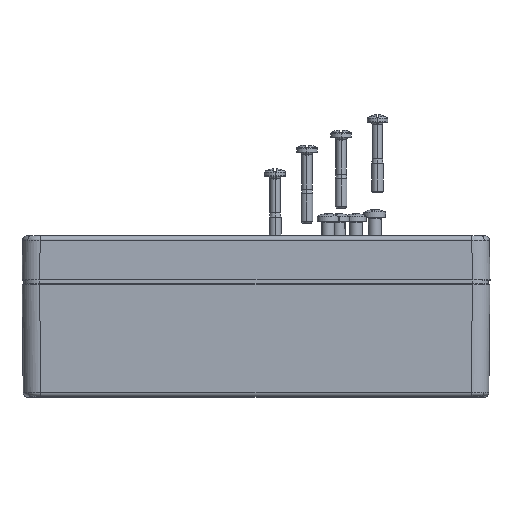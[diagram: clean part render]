
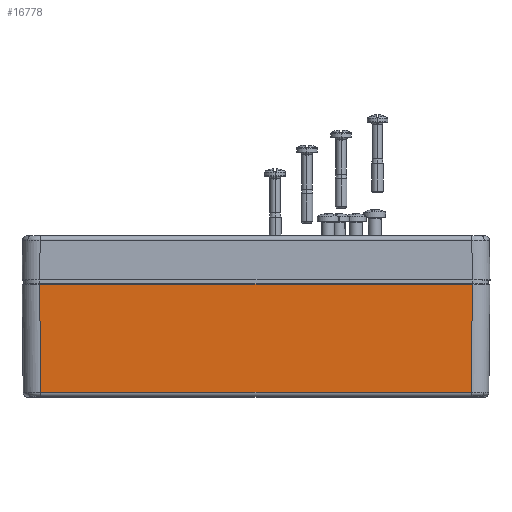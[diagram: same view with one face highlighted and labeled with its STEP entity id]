
A CAD part, top view. The second image highlights one B-rep face of the part: STEP entity #16778.
In plain terms, the highlighted planar face has unit normal (0, -0.01, 1).
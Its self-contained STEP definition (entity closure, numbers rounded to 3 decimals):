
#7406 = DIRECTION ( 'NONE',  ( -1., 0., 0. ) ) ;
#7407 = VECTOR ( 'NONE', #7406, 1000. ) ;
#7408 = CARTESIAN_POINT ( 'NONE',  ( -80., -3., 39.97 ) ) ;
#7409 = LINE ( 'NONE', #7408, #7407 ) ;
#7494 = CARTESIAN_POINT ( 'NONE',  ( 73.97, -3., 39.97 ) ) ;
#7531 = CARTESIAN_POINT ( 'NONE',  ( -73.97, -3., 39.97 ) ) ;
#12189 = VERTEX_POINT ( 'NONE', #23274 ) ;
#16719 = EDGE_CURVE ( 'NONE', #12189, #16734, #38919, .T. ) ;
#16734 = VERTEX_POINT ( 'NONE', #38939 ) ;
#16778 = ADVANCED_FACE ( 'NONE', ( #39070 ), #39069, .T. ) ;
#16779 = EDGE_LOOP ( 'NONE', ( #16780, #16782, #16783, #16785 ) ) ;
#16780 = ORIENTED_EDGE ( 'NONE', *, *, #16781, .T. ) ;
#16781 = EDGE_CURVE ( 'NONE', #16734, #28151, #39067, .T. ) ;
#16782 = ORIENTED_EDGE ( 'NONE', *, *, #28110, .T. ) ;
#16783 = ORIENTED_EDGE ( 'NONE', *, *, #16784, .T. ) ;
#16784 = EDGE_CURVE ( 'NONE', #28157, #12189, #39060, .T. ) ;
#16785 = ORIENTED_EDGE ( 'NONE', *, *, #16719, .T. ) ;
#23274 = CARTESIAN_POINT ( 'NONE',  ( -73.602, -40.015, 39.602 ) ) ;
#28110 = EDGE_CURVE ( 'NONE', #28151, #28157, #7409, .T. ) ;
#28151 = VERTEX_POINT ( 'NONE', #7494 ) ;
#28157 = VERTEX_POINT ( 'NONE', #7531 ) ;
#38916 = DIRECTION ( 'NONE',  ( 1., 0., 0. ) ) ;
#38917 = VECTOR ( 'NONE', #38916, 1000. ) ;
#38918 = CARTESIAN_POINT ( 'NONE',  ( -80., -40.015, 39.602 ) ) ;
#38919 = LINE ( 'NONE', #38918, #38917 ) ;
#38939 = CARTESIAN_POINT ( 'NONE',  ( 73.602, -40.015, 39.602 ) ) ;
#39057 = DIRECTION ( 'NONE',  ( 0.01, -1., -0.01 ) ) ;
#39058 = VECTOR ( 'NONE', #39057, 1000. ) ;
#39059 = CARTESIAN_POINT ( 'NONE',  ( -74.001, 0.06, 40.001 ) ) ;
#39060 = LINE ( 'NONE', #39059, #39058 ) ;
#39061 = DIRECTION ( 'NONE',  ( 0.01, 1., 0.01 ) ) ;
#39062 = VECTOR ( 'NONE', #39061, 1000. ) ;
#39063 = CARTESIAN_POINT ( 'NONE',  ( 73.985, -1.532, 39.985 ) ) ;
#39064 = DIRECTION ( 'NONE',  ( 0., -1., -0.01 ) ) ;
#39065 = DIRECTION ( 'NONE',  ( 0., -0.01, 1. ) ) ;
#39066 = CARTESIAN_POINT ( 'NONE',  ( -80., 0., 40. ) ) ;
#39067 = LINE ( 'NONE', #39063, #39062 ) ;
#39068 = AXIS2_PLACEMENT_3D ( 'NONE', #39066, #39065, #39064 ) ;
#39069 = PLANE ( 'NONE',  #39068 ) ;
#39070 = FACE_OUTER_BOUND ( 'NONE', #16779, .T. ) ;
